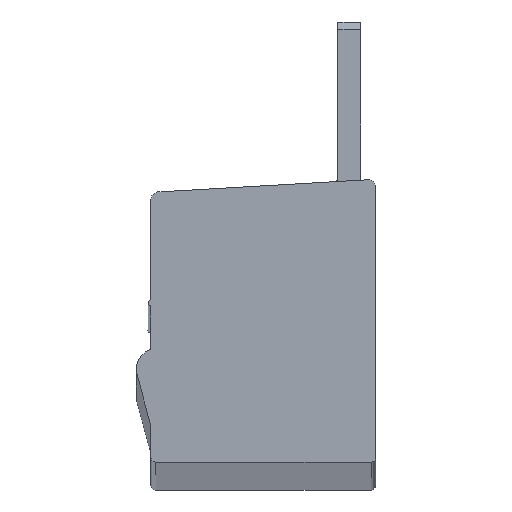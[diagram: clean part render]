
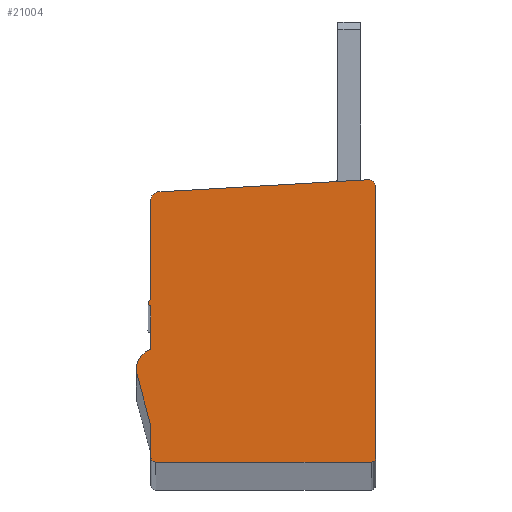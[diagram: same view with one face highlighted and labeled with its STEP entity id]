
A CAD part, top view. The second image highlights one B-rep face of the part: STEP entity #21004.
In plain terms, the highlighted planar face has unit normal (0, 0, 1).
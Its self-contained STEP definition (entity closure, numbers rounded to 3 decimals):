
#19372=CARTESIAN_POINT('',(0.5,17.301,1045.));
#19373=DIRECTION('',(0.,0.,-1.));
#19374=DIRECTION('',(-1.,0.018,0.));
#19375=AXIS2_PLACEMENT_3D('',#19372,#19373,#19374);
#19380=CARTESIAN_POINT('',(0.5,17.301,1045.));
#19381=DIRECTION('',(0.,0.,-1.));
#19382=DIRECTION('',(-0.727,0.686,0.));
#19383=AXIS2_PLACEMENT_3D('',#19380,#19381,#19382);
#19388=DIRECTION('',(0.998,0.058,0.));
#19389=VECTOR('',#19388,13.832);
#19390=CARTESIAN_POINT('',(0.462,17.8,1045.));
#19391=LINE('',#19390,#19389);
#19395=CARTESIAN_POINT('',(14.3,18.101,1045.));
#19396=DIRECTION('',(0.,0.,-1.));
#19397=DIRECTION('',(-0.058,0.998,0.));
#19398=AXIS2_PLACEMENT_3D('',#19395,#19396,#19397);
#19403=CARTESIAN_POINT('',(14.3,18.101,1045.));
#19404=DIRECTION('',(0.,0.,-1.));
#19405=DIRECTION('',(0.686,0.727,0.));
#19406=AXIS2_PLACEMENT_3D('',#19403,#19404,#19405);
#19411=CARTESIAN_POINT('',(14.5,0.3,1045.));
#19412=DIRECTION('',(0.,0.,-1.));
#19413=DIRECTION('',(1.,0.,0.));
#19414=AXIS2_PLACEMENT_3D('',#19411,#19412,#19413);
#19419=DIRECTION('',(-1.,0.,0.));
#19420=VECTOR('',#19419,14.2);
#19421=CARTESIAN_POINT('',(14.5,0.,1045.));
#19422=LINE('',#19421,#19420);
#19426=CARTESIAN_POINT('',(0.3,0.3,1045.));
#19427=DIRECTION('',(0.,0.,-1.));
#19428=DIRECTION('',(0.,-1.,0.));
#19429=AXIS2_PLACEMENT_3D('',#19426,#19427,#19428);
#19434=DIRECTION('',(0.,1.,0.));
#19435=VECTOR('',#19434,2.068);
#19436=CARTESIAN_POINT('',(0.,0.3,1045.));
#19437=LINE('',#19436,#19435);
#19441=DIRECTION('',(-0.259,0.966,0.));
#19442=VECTOR('',#19441,3.589);
#19443=CARTESIAN_POINT('',(0.,2.368,1045.));
#19444=LINE('',#19443,#19442);
#19448=CARTESIAN_POINT('',(0.328,6.169,1045.));
#19449=DIRECTION('',(0.,0.,-1.));
#19450=DIRECTION('',(-0.967,-0.257,0.));
#19451=AXIS2_PLACEMENT_3D('',#19448,#19449,#19450);
#19456=DIRECTION('',(0.,1.,0.));
#19457=VECTOR('',#19456,2.873);
#19458=CARTESIAN_POINT('',(0.,7.427,1045.));
#19459=LINE('',#19458,#19457);
#19463=CARTESIAN_POINT('',(0.,10.5,1045.));
#19464=DIRECTION('',(0.,0.,-1.));
#19465=DIRECTION('',(0.,-1.,0.));
#19466=AXIS2_PLACEMENT_3D('',#19463,#19464,#19465);
#19471=DIRECTION('',(0.,1.,0.));
#19472=VECTOR('',#19471,6.61);
#19473=CARTESIAN_POINT('',(0.,10.7,1045.));
#19474=LINE('',#19473,#19472);
#19492=DIRECTION('',(0.,1.,0.));
#19493=VECTOR('',#19492,17.801);
#19494=CARTESIAN_POINT('',(14.8,0.3,1045.));
#19495=LINE('',#19494,#19493);
#20438=CARTESIAN_POINT('',(0.462,17.8,1045.));
#20439=VERTEX_POINT('',#20438);
#20440=CARTESIAN_POINT('',(0.136,17.645,1045.));
#20441=VERTEX_POINT('',#20440);
#20442=CARTESIAN_POINT('',(0.,17.31,1045.));
#20443=VERTEX_POINT('',#20442);
#20540=CARTESIAN_POINT('',(0.,10.7,1045.));
#20541=VERTEX_POINT('',#20540);
#20550=CARTESIAN_POINT('',(0.,10.3,1045.));
#20551=VERTEX_POINT('',#20550);
#20552=CARTESIAN_POINT('',(0.,7.427,1045.));
#20553=VERTEX_POINT('',#20552);
#20670=CARTESIAN_POINT('',(14.271,18.601,1045.));
#20671=VERTEX_POINT('',#20670);
#20672=CARTESIAN_POINT('',(14.643,18.465,1045.));
#20673=CARTESIAN_POINT('',(14.8,18.101,1045.));
#20674=VERTEX_POINT('',#20672);
#20675=VERTEX_POINT('',#20673);
#20676=CARTESIAN_POINT('',(14.8,0.3,1045.));
#20677=VERTEX_POINT('',#20676);
#20678=CARTESIAN_POINT('',(14.5,0.,1045.));
#20679=VERTEX_POINT('',#20678);
#20680=CARTESIAN_POINT('',(0.3,0.,1045.));
#20681=VERTEX_POINT('',#20680);
#20682=CARTESIAN_POINT('',(0.,0.3,1045.));
#20683=VERTEX_POINT('',#20682);
#20684=CARTESIAN_POINT('',(0.,2.368,1045.));
#20685=VERTEX_POINT('',#20684);
#20686=CARTESIAN_POINT('',(-0.929,5.835,1045.));
#20687=VERTEX_POINT('',#20686);
#20972=CARTESIAN_POINT('',(7.346,6.862,1045.));
#20973=DIRECTION('',(0.,0.,1.));
#20974=DIRECTION('',(1.,0.,0.));
#20975=AXIS2_PLACEMENT_3D('',#20972,#20973,#20974);
#20976=PLANE('',#20975);
#20977=ORIENTED_EDGE('',*,*,#20713,.T.);
#20978=ORIENTED_EDGE('',*,*,#20711,.T.);
#20980=ORIENTED_EDGE('',*,*,#20979,.T.);
#20982=ORIENTED_EDGE('',*,*,#20981,.T.);
#20984=ORIENTED_EDGE('',*,*,#20983,.T.);
#20986=ORIENTED_EDGE('',*,*,#20985,.F.);
#20988=ORIENTED_EDGE('',*,*,#20987,.T.);
#20990=ORIENTED_EDGE('',*,*,#20989,.T.);
#20992=ORIENTED_EDGE('',*,*,#20991,.T.);
#20994=ORIENTED_EDGE('',*,*,#20993,.T.);
#20996=ORIENTED_EDGE('',*,*,#20995,.T.);
#20998=ORIENTED_EDGE('',*,*,#20997,.T.);
#20999=ORIENTED_EDGE('',*,*,#20901,.T.);
#21000=ORIENTED_EDGE('',*,*,#20959,.T.);
#21001=ORIENTED_EDGE('',*,*,#20853,.T.);
#21002=EDGE_LOOP('',(#20977,#20978,#20980,#20982,#20984,#20986,#20988,#20990,
#20992,#20994,#20996,#20998,#20999,#21000,#21001));
#21003=FACE_OUTER_BOUND('',#21002,.F.);
#19376=CIRCLE('',#19375,0.5);
#19384=CIRCLE('',#19383,0.5);
#19399=CIRCLE('',#19398,0.5);
#19407=CIRCLE('',#19406,0.5);
#19415=CIRCLE('',#19414,0.3);
#19430=CIRCLE('',#19429,0.3);
#19452=CIRCLE('',#19451,1.3);
#19467=CIRCLE('',#19466,0.2);
#20711=EDGE_CURVE('',#20441,#20439,#19384,.T.);
#20713=EDGE_CURVE('',#20443,#20441,#19376,.T.);
#20853=EDGE_CURVE('',#20541,#20443,#19474,.T.);
#20901=EDGE_CURVE('',#20553,#20551,#19459,.T.);
#20959=EDGE_CURVE('',#20551,#20541,#19467,.T.);
#20979=EDGE_CURVE('',#20439,#20671,#19391,.T.);
#20981=EDGE_CURVE('',#20671,#20674,#19399,.T.);
#20983=EDGE_CURVE('',#20674,#20675,#19407,.T.);
#20985=EDGE_CURVE('',#20677,#20675,#19495,.T.);
#20987=EDGE_CURVE('',#20677,#20679,#19415,.T.);
#20989=EDGE_CURVE('',#20679,#20681,#19422,.T.);
#20991=EDGE_CURVE('',#20681,#20683,#19430,.T.);
#20993=EDGE_CURVE('',#20683,#20685,#19437,.T.);
#20995=EDGE_CURVE('',#20685,#20687,#19444,.T.);
#20997=EDGE_CURVE('',#20687,#20553,#19452,.T.);
#21004=ADVANCED_FACE('',(#21003),#20976,.T.);
